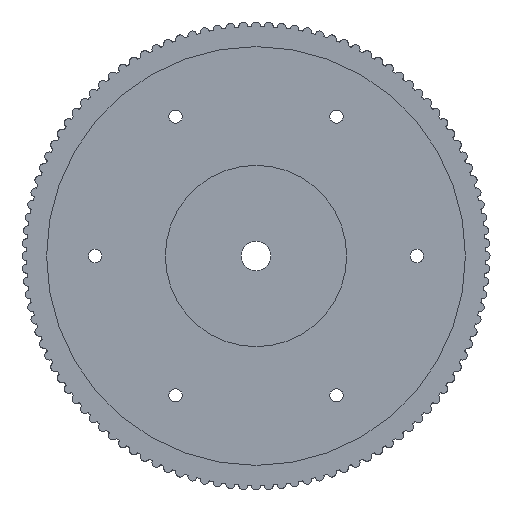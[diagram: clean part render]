
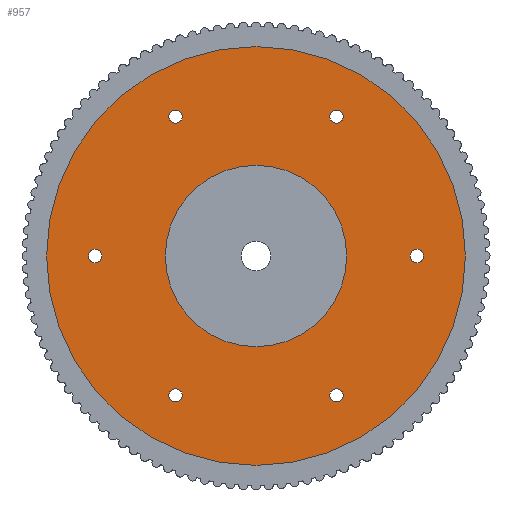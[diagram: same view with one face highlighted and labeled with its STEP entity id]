
A CAD part, left-side view. The second image highlights one B-rep face of the part: STEP entity #957.
In plain terms, the highlighted planar face has unit normal (-1, 0, 0).
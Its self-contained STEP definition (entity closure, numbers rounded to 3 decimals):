
#957 = ADVANCED_FACE( '', ( #2157, #2158, #2159, #2160, #2161, #2162, #2163, #2164 ), #2165, .T. );
#2157 = FACE_BOUND( '', #3588, .T. );
#2158 = FACE_BOUND( '', #3589, .T. );
#2159 = FACE_BOUND( '', #3590, .T. );
#2160 = FACE_BOUND( '', #3591, .T. );
#2161 = FACE_OUTER_BOUND( '', #3592, .T. );
#2162 = FACE_BOUND( '', #3593, .T. );
#2163 = FACE_BOUND( '', #3594, .T. );
#2164 = FACE_BOUND( '', #3595, .T. );
#2165 = PLANE( '', #3596 );
#3588 = EDGE_LOOP( '', ( #7038 ) );
#3589 = EDGE_LOOP( '', ( #7039 ) );
#3590 = EDGE_LOOP( '', ( #7040 ) );
#3591 = EDGE_LOOP( '', ( #7041 ) );
#3592 = EDGE_LOOP( '', ( #7042 ) );
#3593 = EDGE_LOOP( '', ( #7043 ) );
#3594 = EDGE_LOOP( '', ( #7044 ) );
#3595 = EDGE_LOOP( '', ( #7045 ) );
#3596 = AXIS2_PLACEMENT_3D( '', #7046, #7047, #7048 );
#7038 = ORIENTED_EDGE( '', *, *, #8895, .T. );
#7039 = ORIENTED_EDGE( '', *, *, #9868, .T. );
#7040 = ORIENTED_EDGE( '', *, *, #9665, .T. );
#7041 = ORIENTED_EDGE( '', *, *, #9621, .T. );
#7042 = ORIENTED_EDGE( '', *, *, #9440, .F. );
#7043 = ORIENTED_EDGE( '', *, *, #10362, .T. );
#7044 = ORIENTED_EDGE( '', *, *, #9820, .T. );
#7045 = ORIENTED_EDGE( '', *, *, #9513, .T. );
#7046 = CARTESIAN_POINT( '', ( 20., 127., 0. ) );
#7047 = DIRECTION( '', ( -1., 0., 0. ) );
#7048 = DIRECTION( '', ( 0., 0., 1. ) );
#8895 = EDGE_CURVE( '', #10735, #10735, #10736, .T. );
#9440 = EDGE_CURVE( '', #11773, #11773, #11774, .T. );
#9513 = EDGE_CURVE( '', #11882, #11882, #11883, .T. );
#9621 = EDGE_CURVE( '', #12041, #12041, #12042, .T. );
#9665 = EDGE_CURVE( '', #12106, #12106, #12107, .T. );
#9820 = EDGE_CURVE( '', #12326, #12326, #12327, .T. );
#9868 = EDGE_CURVE( '', #12395, #12395, #12396, .T. );
#10362 = EDGE_CURVE( '', #13110, #13110, #13111, .T. );
#10735 = VERTEX_POINT( '', #13488 );
#10736 = CIRCLE( '', #13489, 55. );
#11773 = VERTEX_POINT( '', #14573 );
#11774 = CIRCLE( '', #14574, 127. );
#11882 = VERTEX_POINT( '', #14716 );
#11883 = CIRCLE( '', #14717, 4.05 );
#12041 = VERTEX_POINT( '', #14924 );
#12042 = CIRCLE( '', #14925, 4.05 );
#12106 = VERTEX_POINT( '', #15008 );
#12107 = CIRCLE( '', #15009, 4.05 );
#12326 = VERTEX_POINT( '', #15290 );
#12327 = CIRCLE( '', #15291, 4.05 );
#12395 = VERTEX_POINT( '', #15378 );
#12396 = CIRCLE( '', #15379, 4.05 );
#13110 = VERTEX_POINT( '', #16186 );
#13111 = CIRCLE( '', #16187, 4.05 );
#13488 = CARTESIAN_POINT( '', ( 20., 0., -55. ) );
#13489 = AXIS2_PLACEMENT_3D( '', #16679, #16680, #16681 );
#14573 = CARTESIAN_POINT( '', ( 20., 0., -127. ) );
#14574 = AXIS2_PLACEMENT_3D( '', #18142, #18143, #18144 );
#14716 = CARTESIAN_POINT( '', ( 20., 48.775, -88.531 ) );
#14717 = AXIS2_PLACEMENT_3D( '', #18236, #18237, #18238 );
#14924 = CARTESIAN_POINT( '', ( 20., -48.775, 80.431 ) );
#14925 = AXIS2_PLACEMENT_3D( '', #18375, #18376, #18377 );
#15008 = CARTESIAN_POINT( '', ( 20., -48.775, -88.531 ) );
#15009 = AXIS2_PLACEMENT_3D( '', #18433, #18434, #18435 );
#15290 = CARTESIAN_POINT( '', ( 20., -97.55, -4.05 ) );
#15291 = AXIS2_PLACEMENT_3D( '', #18636, #18637, #18638 );
#15378 = CARTESIAN_POINT( '', ( 20., 97.55, -4.05 ) );
#15379 = AXIS2_PLACEMENT_3D( '', #18700, #18701, #18702 );
#16186 = CARTESIAN_POINT( '', ( 20., 48.775, 80.431 ) );
#16187 = AXIS2_PLACEMENT_3D( '', #19738, #19739, #19740 );
#16679 = CARTESIAN_POINT( '', ( 20., 0., 0. ) );
#16680 = DIRECTION( '', ( 1., 0., 0. ) );
#16681 = DIRECTION( '', ( 0., 0., -1. ) );
#18142 = CARTESIAN_POINT( '', ( 20., 0., 0. ) );
#18143 = DIRECTION( '', ( 1., 0., 0. ) );
#18144 = DIRECTION( '', ( 0., 0., -1. ) );
#18236 = CARTESIAN_POINT( '', ( 20., 48.775, -84.481 ) );
#18237 = DIRECTION( '', ( 1., 0., 0. ) );
#18238 = DIRECTION( '', ( 0., 0., -1. ) );
#18375 = CARTESIAN_POINT( '', ( 20., -48.775, 84.481 ) );
#18376 = DIRECTION( '', ( 1., 0., 0. ) );
#18377 = DIRECTION( '', ( 0., 0., -1. ) );
#18433 = CARTESIAN_POINT( '', ( 20., -48.775, -84.481 ) );
#18434 = DIRECTION( '', ( 1., 0., 0. ) );
#18435 = DIRECTION( '', ( 0., 0., -1. ) );
#18636 = CARTESIAN_POINT( '', ( 20., -97.55, 0. ) );
#18637 = DIRECTION( '', ( 1., 0., 0. ) );
#18638 = DIRECTION( '', ( 0., 0., -1. ) );
#18700 = CARTESIAN_POINT( '', ( 20., 97.55, 0. ) );
#18701 = DIRECTION( '', ( 1., 0., 0. ) );
#18702 = DIRECTION( '', ( 0., 0., -1. ) );
#19738 = CARTESIAN_POINT( '', ( 20., 48.775, 84.481 ) );
#19739 = DIRECTION( '', ( 1., 0., 0. ) );
#19740 = DIRECTION( '', ( 0., 0., -1. ) );
